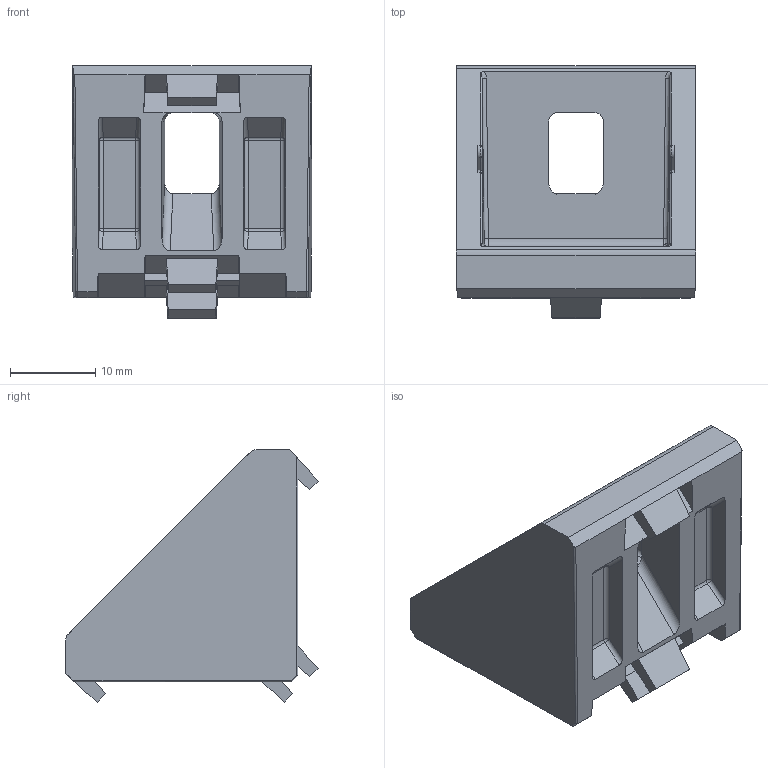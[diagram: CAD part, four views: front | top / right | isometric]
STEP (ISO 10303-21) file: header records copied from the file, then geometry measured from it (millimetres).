
FILE_DESCRIPTION (( 'STEP AP214' ), '1' );
FILE_NAME ('FIXE06E1415-Equerre 6 30x30x30 E Al, brut.step', '2023-03-24T10:00:04', ( 'Altae' ), ( '' ), 'SwSTEP 2.0', 'SolidWorks 2021', '' );
FILE_SCHEMA (( 'AUTOMOTIVE_DESIGN' ));
Length unit declared in the file: millimetre
Products named in the file (1): FIXE06E1415-Equerre 6 30x30x30 E Al, brut
Bounding box: 28 x 29.57 x 29.57 mm (x, y, z)
Volume: 7438.1 mm3; surface area: 4936.1 mm2
Topology: 1 solids, 1 shells, 187 faces, 464 edges, 284 vertices
Faces by surface type: plane 88, cylinder 69, sphere 16, bspline 14
Entity records: 6047 total; most frequent: CARTESIAN_POINT 1811, ORIENTED_EDGE 928, DIRECTION 804, EDGE_CURVE 464, LINE 300, VECTOR 300, VERTEX_POINT 284, AXIS2_PLACEMENT_3D 252
